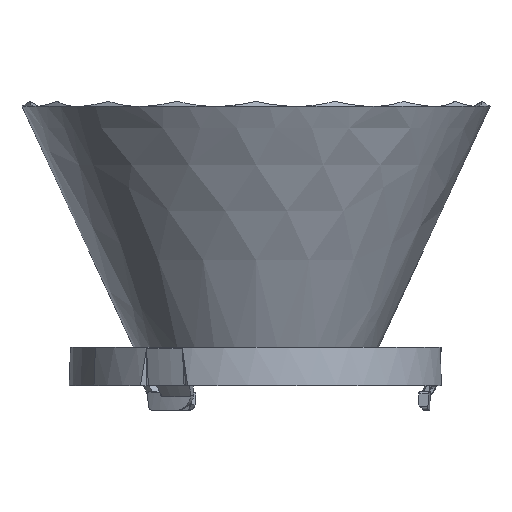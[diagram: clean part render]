
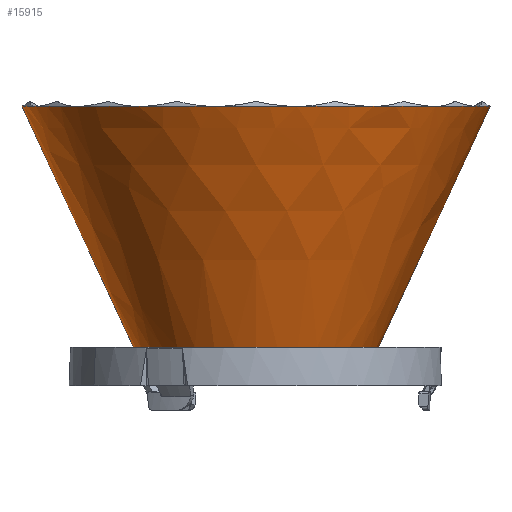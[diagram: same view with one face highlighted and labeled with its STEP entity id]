
A CAD part, left-side view. The second image highlights one B-rep face of the part: STEP entity #15915.
In plain terms, the highlighted free-form (B-spline) face has degree [3, 3] with [4, 4] control points.
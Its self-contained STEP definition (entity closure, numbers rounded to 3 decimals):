
#124 = CARTESIAN_POINT ( 'NONE',  ( 0., 0., 39. ) ) ;
#604 = VERTEX_POINT ( 'NONE', #24797 ) ;
#965 = CARTESIAN_POINT ( 'NONE',  ( 31.836, 63.673, 35.368 ) ) ;
#2087 = VERTEX_POINT ( 'NONE', #16861 ) ;
#2310 = DIRECTION ( 'NONE',  ( -1., 0., 0. ) ) ;
#2599 = EDGE_CURVE ( 'NONE', #20105, #8867, #12388, .T. ) ;
#3169 = CARTESIAN_POINT ( 'NONE',  ( -33.5, 0., 39. ) ) ;
#3533 = CARTESIAN_POINT ( 'NONE',  ( -17.526, 0., 4.5 ) ) ;
#3541 = DIRECTION ( 'NONE',  ( 0., 0., -1. ) ) ;
#3892 = DIRECTION ( 'NONE',  ( 0., 0., 1. ) ) ;
#4057 = B_SPLINE_CURVE_WITH_KNOTS ( 'NONE', 3,
 ( #3533, #19010, #21261, #11998 ),
 .UNSPECIFIED., .F., .F.,
 ( 4, 4 ),
 ( 0.18, 1. ),
 .UNSPECIFIED. ) ;
#4122 = CIRCLE ( 'NONE', #23500, 33.5 ) ;
#4307 = ORIENTED_EDGE ( 'NONE', *, *, #21729, .T. ) ;
#4677 = CARTESIAN_POINT ( 'NONE',  ( 0., 0., 39. ) ) ;
#4774 = DIRECTION ( 'NONE',  ( 0., 0., -1. ) ) ;
#5391 = CARTESIAN_POINT ( 'NONE',  ( 33.5, 67., 39. ) ) ;
#5682 = VERTEX_POINT ( 'NONE', #14348 ) ;
#5792 = CARTESIAN_POINT ( 'NONE',  ( 5.817, 32.991, 39. ) ) ;
#5802 = CARTESIAN_POINT ( 'NONE',  ( 25.662, 21.533, 39. ) ) ;
#6592 = DIRECTION ( 'NONE',  ( 0., 0., -1. ) ) ;
#6597 = CARTESIAN_POINT ( 'NONE',  ( 0., 0., 39. ) ) ;
#6727 = CARTESIAN_POINT ( 'NONE',  ( 33.5, 0., 39. ) ) ;
#6886 = AXIS2_PLACEMENT_3D ( 'NONE', #18039, #4774, #20280 ) ;
#6916 = DIRECTION ( 'NONE',  ( -1., 0., 0. ) ) ;
#7077 = EDGE_LOOP ( 'NONE', ( #26696, #24086, #21919, #9786, #26193, #4307, #9234, #18696, #20241, #9243, #17335, #14644 ) ) ;
#7155 = AXIS2_PLACEMENT_3D ( 'NONE', #124, #15543, #2310 ) ;
#7197 = CIRCLE ( 'NONE', #6886, 33.5 ) ;
#7553 = CARTESIAN_POINT ( 'NONE',  ( 17.526, 0., 4.5 ) ) ;
#8458 = VERTEX_POINT ( 'NONE', #12522 ) ;
#8553 = DIRECTION ( 'NONE',  ( 0., 0., -1. ) ) ;
#8862 = DIRECTION ( 'NONE',  ( -1., 0., 0. ) ) ;
#8867 = VERTEX_POINT ( 'NONE', #5792 ) ;
#9197 = EDGE_CURVE ( 'NONE', #2087, #16680, #13844, .T. ) ;
#9234 = ORIENTED_EDGE ( 'NONE', *, *, #2599, .T. ) ;
#9243 = ORIENTED_EDGE ( 'NONE', *, *, #28245, .T. ) ;
#9328 = EDGE_CURVE ( 'NONE', #8867, #5682, #23539, .T. ) ;
#9783 = CARTESIAN_POINT ( 'NONE',  ( -22.137, 44.274, 14.276 ) ) ;
#9786 = ORIENTED_EDGE ( 'NONE', *, *, #24260, .T. ) ;
#9935 = CARTESIAN_POINT ( 'NONE',  ( 0., 0., 39. ) ) ;
#10062 = EDGE_CURVE ( 'NONE', #604, #22616, #15209, .T. ) ;
#10231 = AXIS2_PLACEMENT_3D ( 'NONE', #16773, #3541, #19016 ) ;
#10933 = DIRECTION ( 'NONE',  ( 0., 0., -1. ) ) ;
#11891 = CARTESIAN_POINT ( 'NONE',  ( -17.526, 35.051, 4.5 ) ) ;
#11985 = CARTESIAN_POINT ( 'NONE',  ( 22.137, 0., 14.276 ) ) ;
#11998 = CARTESIAN_POINT ( 'NONE',  ( -33.5, 0., 39. ) ) ;
#12124 = DIRECTION ( 'NONE',  ( -1., 0., 0. ) ) ;
#12354 = EDGE_CURVE ( 'NONE', #22616, #28259, #4057, .T. ) ;
#12388 = CIRCLE ( 'NONE', #7155, 33.5 ) ;
#12522 = CARTESIAN_POINT ( 'NONE',  ( -16.75, 29.012, 39. ) ) ;
#13131 = CARTESIAN_POINT ( 'NONE',  ( 31.836, 0., 35.368 ) ) ;
#13244 = VERTEX_POINT ( 'NONE', #17333 ) ;
#13844 = CIRCLE ( 'NONE', #23149, 33.5 ) ;
#14205 = CARTESIAN_POINT ( 'NONE',  ( -31.836, 63.673, 35.368 ) ) ;
#14348 = CARTESIAN_POINT ( 'NONE',  ( 16.75, 29.012, 39. ) ) ;
#14644 = ORIENTED_EDGE ( 'NONE', *, *, #21847, .F. ) ;
#14689 = AXIS2_PLACEMENT_3D ( 'NONE', #4677, #20170, #6916 ) ;
#15174 = CARTESIAN_POINT ( 'NONE',  ( -5.817, 32.991, 39. ) ) ;
#15209 = CIRCLE ( 'NONE', #20990, 17.526 ) ;
#15242 = CARTESIAN_POINT ( 'NONE',  ( 22.137, 0., 14.276 ) ) ;
#15249 = CIRCLE ( 'NONE', #21725, 33.5 ) ;
#15543 = DIRECTION ( 'NONE',  ( 0., 0., -1. ) ) ;
#15915 = ADVANCED_FACE ( 'NONE', ( #21117 ), #26393, .T. ) ;
#16411 = CARTESIAN_POINT ( 'NONE',  ( 31.836, 0., 35.368 ) ) ;
#16680 = VERTEX_POINT ( 'NONE', #6727 ) ;
#16773 = CARTESIAN_POINT ( 'NONE',  ( 0., 0., 39. ) ) ;
#16861 = CARTESIAN_POINT ( 'NONE',  ( 31.48, 11.458, 39. ) ) ;
#17135 = CARTESIAN_POINT ( 'NONE',  ( 0., 0., 4.5 ) ) ;
#17333 = CARTESIAN_POINT ( 'NONE',  ( -31.48, 11.458, 39. ) ) ;
#17335 = ORIENTED_EDGE ( 'NONE', *, *, #9197, .T. ) ;
#18039 = CARTESIAN_POINT ( 'NONE',  ( 0., 0., 39. ) ) ;
#18553 = EDGE_CURVE ( 'NONE', #5682, #26334, #4122, .T. ) ;
#18555 = CARTESIAN_POINT ( 'NONE',  ( -17.526, 0., 4.5 ) ) ;
#18637 = CARTESIAN_POINT ( 'NONE',  ( -33.5, 67., 39. ) ) ;
#18696 = ORIENTED_EDGE ( 'NONE', *, *, #9328, .T. ) ;
#19010 = CARTESIAN_POINT ( 'NONE',  ( -22.137, 0., 14.276 ) ) ;
#19016 = DIRECTION ( 'NONE',  ( -1., 0., 0. ) ) ;
#19035 = EDGE_CURVE ( 'NONE', #28259, #13244, #26611, .T. ) ;
#19367 = DIRECTION ( 'NONE',  ( -1., 0., 0. ) ) ;
#19642 = CARTESIAN_POINT ( 'NONE',  ( -25.662, 21.533, 39. ) ) ;
#19849 = CARTESIAN_POINT ( 'NONE',  ( 0., 0., 39. ) ) ;
#20105 = VERTEX_POINT ( 'NONE', #15174 ) ;
#20170 = DIRECTION ( 'NONE',  ( 0., 0., -1. ) ) ;
#20241 = ORIENTED_EDGE ( 'NONE', *, *, #18553, .T. ) ;
#20280 = DIRECTION ( 'NONE',  ( -1., 0., 0. ) ) ;
#20538 = AXIS2_PLACEMENT_3D ( 'NONE', #9935, #25387, #12124 ) ;
#20779 = CARTESIAN_POINT ( 'NONE',  ( 17.526, 35.051, 4.5 ) ) ;
#20886 = CARTESIAN_POINT ( 'NONE',  ( 33.5, 0., 39. ) ) ;
#20990 = AXIS2_PLACEMENT_3D ( 'NONE', #17135, #3892, #19367 ) ;
#21015 = EDGE_CURVE ( 'NONE', #21552, #8458, #15249, .T. ) ;
#21117 = FACE_OUTER_BOUND ( 'NONE', #7077, .T. ) ;
#21261 = CARTESIAN_POINT ( 'NONE',  ( -31.836, 0., 35.368 ) ) ;
#21552 = VERTEX_POINT ( 'NONE', #19642 ) ;
#21725 = AXIS2_PLACEMENT_3D ( 'NONE', #6597, #22094, #8862 ) ;
#21729 = EDGE_CURVE ( 'NONE', #8458, #20105, #23162, .T. ) ;
#21745 = CARTESIAN_POINT ( 'NONE',  ( -33.5, 0., 39. ) ) ;
#21781 = CARTESIAN_POINT ( 'NONE',  ( 0., 0., 39. ) ) ;
#21847 = EDGE_CURVE ( 'NONE', #604, #16680, #23115, .T. ) ;
#21919 = ORIENTED_EDGE ( 'NONE', *, *, #19035, .T. ) ;
#22090 = DIRECTION ( 'NONE',  ( -1., 0., 0. ) ) ;
#22094 = DIRECTION ( 'NONE',  ( 0., 0., -1. ) ) ;
#22616 = VERTEX_POINT ( 'NONE', #25660 ) ;
#23016 = CARTESIAN_POINT ( 'NONE',  ( -22.137, 0., 14.276 ) ) ;
#23115 = B_SPLINE_CURVE_WITH_KNOTS ( 'NONE', 3,
 ( #24163, #15242, #13131, #28604 ),
 .UNSPECIFIED., .F., .F.,
 ( 4, 4 ),
 ( 0.18, 1. ),
 .UNSPECIFIED. ) ;
#23149 = AXIS2_PLACEMENT_3D ( 'NONE', #24175, #10933, #26382 ) ;
#23162 = CIRCLE ( 'NONE', #10231, 33.5 ) ;
#23500 = AXIS2_PLACEMENT_3D ( 'NONE', #19849, #6592, #22090 ) ;
#23539 = CIRCLE ( 'NONE', #14689, 33.5 ) ;
#23686 = CIRCLE ( 'NONE', #20538, 33.5 ) ;
#23988 = DIRECTION ( 'NONE',  ( -1., 0., 0. ) ) ;
#24086 = ORIENTED_EDGE ( 'NONE', *, *, #12354, .T. ) ;
#24163 = CARTESIAN_POINT ( 'NONE',  ( 17.526, 0., 4.5 ) ) ;
#24175 = CARTESIAN_POINT ( 'NONE',  ( 0., 0., 39. ) ) ;
#24260 = EDGE_CURVE ( 'NONE', #13244, #21552, #7197, .T. ) ;
#24451 = AXIS2_PLACEMENT_3D ( 'NONE', #21781, #8553, #23988 ) ;
#24797 = CARTESIAN_POINT ( 'NONE',  ( 17.526, 0., 4.5 ) ) ;
#25233 = CARTESIAN_POINT ( 'NONE',  ( 22.137, 44.274, 14.276 ) ) ;
#25387 = DIRECTION ( 'NONE',  ( 0., 0., -1. ) ) ;
#25660 = CARTESIAN_POINT ( 'NONE',  ( -17.526, 0., 4.5 ) ) ;
#26193 = ORIENTED_EDGE ( 'NONE', *, *, #21015, .T. ) ;
#26334 = VERTEX_POINT ( 'NONE', #5802 ) ;
#26382 = DIRECTION ( 'NONE',  ( -1., 0., 0. ) ) ;
#26393 =( BOUNDED_SURFACE ( )  B_SPLINE_SURFACE ( 3, 3, ( 
 ( #18555, #11891, #20779, #7553 ),
 ( #23016, #9783, #25233, #11985 ),
 ( #27461, #14205, #965, #16411 ),
 ( #3169, #18637, #5391, #20886 ) ),
 .UNSPECIFIED., .F., .F., .F. ) 
 B_SPLINE_SURFACE_WITH_KNOTS ( ( 4, 4 ),
 ( 4, 4 ),
 ( 0.18, 1. ),
 ( 0., 1. ),
 .UNSPECIFIED. ) 
 GEOMETRIC_REPRESENTATION_ITEM ( )  RATIONAL_B_SPLINE_SURFACE ( (
 ( 1., 0.333, 0.333, 1.),
 ( 1., 0.333, 0.333, 1.),
 ( 1., 0.333, 0.333, 1.),
 ( 1., 0.333, 0.333, 1.) ) ) 
 REPRESENTATION_ITEM ( '' )  SURFACE ( )  );
#26611 = CIRCLE ( 'NONE', #24451, 33.5 ) ;
#26696 = ORIENTED_EDGE ( 'NONE', *, *, #10062, .T. ) ;
#27461 = CARTESIAN_POINT ( 'NONE',  ( -31.836, 0., 35.368 ) ) ;
#28245 = EDGE_CURVE ( 'NONE', #26334, #2087, #23686, .T. ) ;
#28259 = VERTEX_POINT ( 'NONE', #21745 ) ;
#28604 = CARTESIAN_POINT ( 'NONE',  ( 33.5, 0., 39. ) ) ;
